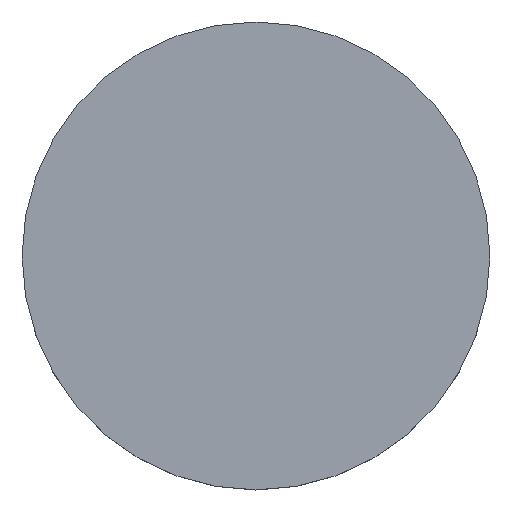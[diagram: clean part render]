
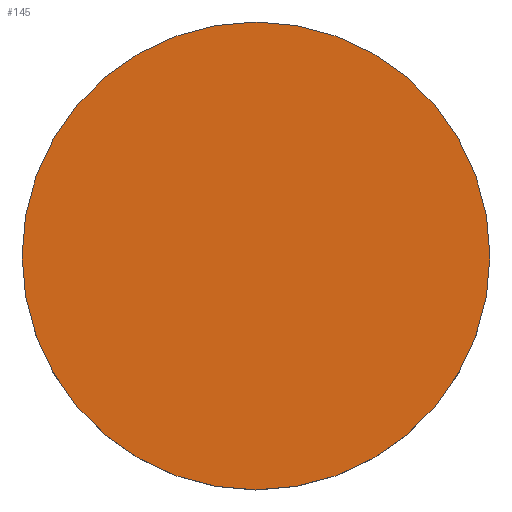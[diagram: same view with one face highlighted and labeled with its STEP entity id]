
A CAD part, top view. The second image highlights one B-rep face of the part: STEP entity #145.
In plain terms, the highlighted planar face has unit normal (0, 0, 1).
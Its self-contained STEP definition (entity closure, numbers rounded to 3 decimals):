
#2 = DIRECTION ( 'NONE',  ( 0., 0., -1. ) ) ;
#16 = AXIS2_PLACEMENT_3D ( 'NONE', #462, #336, #466 ) ;
#68 = VERTEX_POINT ( 'NONE', #377 ) ;
#82 = DIRECTION ( 'NONE',  ( 1., 0., 0. ) ) ;
#103 = CIRCLE ( 'NONE', #416, 12.7 ) ;
#119 = EDGE_CURVE ( 'NONE', #68, #488, #103, .T. ) ;
#145 = ADVANCED_FACE ( 'NONE', ( #254 ), #410, .T. ) ;
#216 = CIRCLE ( 'NONE', #489, 12.7 ) ;
#247 = DIRECTION ( 'NONE',  ( 0., 0., -1. ) ) ;
#254 = FACE_OUTER_BOUND ( 'NONE', #314, .T. ) ;
#256 = ORIENTED_EDGE ( 'NONE', *, *, #119, .F. ) ;
#275 = ORIENTED_EDGE ( 'NONE', *, *, #425, .F. ) ;
#293 = DIRECTION ( 'NONE',  ( 1., 0., 0. ) ) ;
#314 = EDGE_LOOP ( 'NONE', ( #256, #275 ) ) ;
#336 = DIRECTION ( 'NONE',  ( 0., 0., 1. ) ) ;
#366 = CARTESIAN_POINT ( 'NONE',  ( 0., 0., 6. ) ) ;
#375 = CARTESIAN_POINT ( 'NONE',  ( 0., 0., 6. ) ) ;
#377 = CARTESIAN_POINT ( 'NONE',  ( 12.7, 0., 6. ) ) ;
#410 = PLANE ( 'NONE',  #16 ) ;
#416 = AXIS2_PLACEMENT_3D ( 'NONE', #375, #2, #293 ) ;
#425 = EDGE_CURVE ( 'NONE', #488, #68, #216, .T. ) ;
#462 = CARTESIAN_POINT ( 'NONE',  ( 0., 26.112, 6. ) ) ;
#466 = DIRECTION ( 'NONE',  ( 1., 0., 0. ) ) ;
#488 = VERTEX_POINT ( 'NONE', #528 ) ;
#489 = AXIS2_PLACEMENT_3D ( 'NONE', #366, #247, #82 ) ;
#528 = CARTESIAN_POINT ( 'NONE',  ( -12.7, 0., 6. ) ) ;
